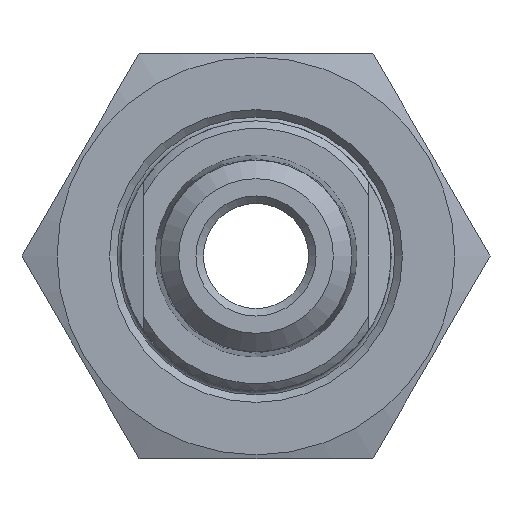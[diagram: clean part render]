
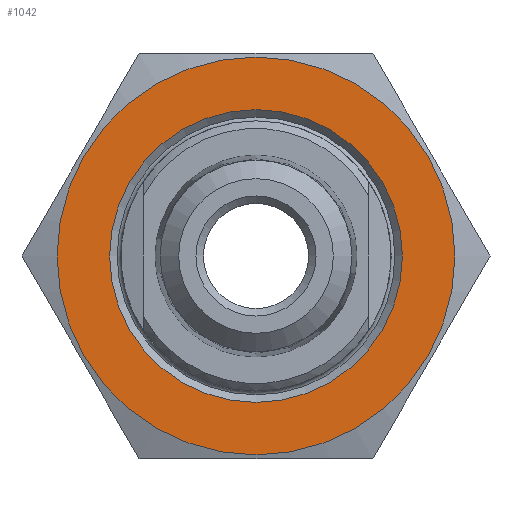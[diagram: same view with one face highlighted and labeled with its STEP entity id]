
A CAD part, left-side view. The second image highlights one B-rep face of the part: STEP entity #1042.
In plain terms, the highlighted planar face has unit normal (-1, 0, 0).
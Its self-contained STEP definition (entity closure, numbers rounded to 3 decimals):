
#69=FACE_BOUND('',#197,.T.);
#85=PLANE('',#1191);
#128=FACE_OUTER_BOUND('',#196,.T.);
#196=EDGE_LOOP('',(#753));
#197=EDGE_LOOP('',(#754));
#368=CIRCLE('',#1181,13.25);
#369=CIRCLE('',#1186,9.75);
#462=VERTEX_POINT('',#1766);
#463=VERTEX_POINT('',#1777);
#567=EDGE_CURVE('',#462,#462,#368,.T.);
#572=EDGE_CURVE('',#463,#463,#369,.T.);
#753=ORIENTED_EDGE('',*,*,#567,.T.);
#754=ORIENTED_EDGE('',*,*,#572,.F.);
#1042=ADVANCED_FACE('',(#128,#69),#85,.T.);
#1181=AXIS2_PLACEMENT_3D('',#1768,#1357,#1358);
#1186=AXIS2_PLACEMENT_3D('',#1778,#1371,#1372);
#1191=AXIS2_PLACEMENT_3D('',#1788,#1383,#1384);
#1357=DIRECTION('center_axis',(-1.,0.,0.));
#1358=DIRECTION('ref_axis',(0.,1.,0.));
#1371=DIRECTION('center_axis',(-1.,0.,0.));
#1372=DIRECTION('ref_axis',(0.,0.,-1.));
#1383=DIRECTION('center_axis',(-1.,0.,0.));
#1384=DIRECTION('ref_axis',(0.,0.,1.));
#1766=CARTESIAN_POINT('',(-14.5,-13.25,0.));
#1768=CARTESIAN_POINT('Origin',(-14.5,0.,0.));
#1777=CARTESIAN_POINT('',(-14.5,0.,9.75));
#1778=CARTESIAN_POINT('Origin',(-14.5,0.,0.));
#1788=CARTESIAN_POINT('Origin',(-14.5,0.,0.));
